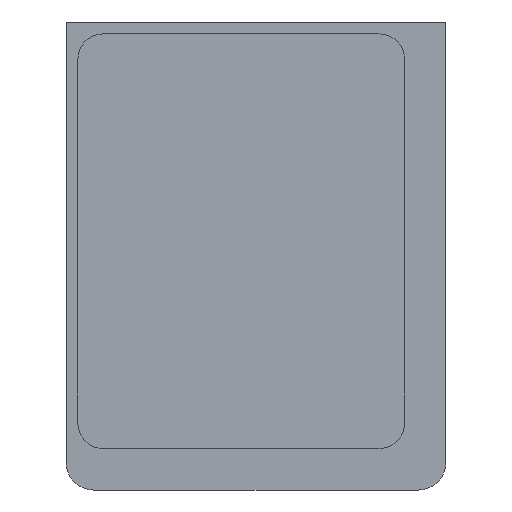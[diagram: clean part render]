
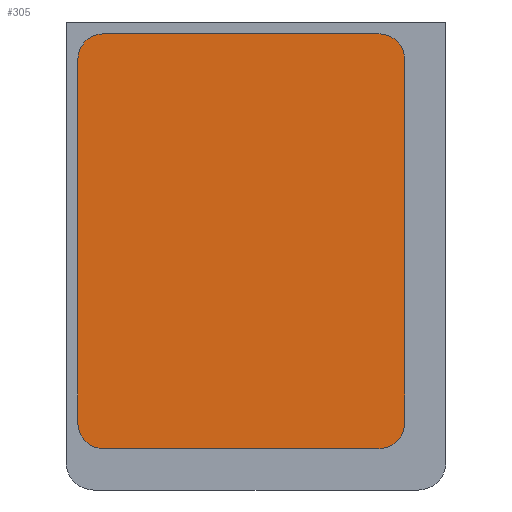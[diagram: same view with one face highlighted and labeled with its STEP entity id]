
A CAD part, front view. The second image highlights one B-rep face of the part: STEP entity #305.
In plain terms, the highlighted planar face has unit normal (0, -1, 0).
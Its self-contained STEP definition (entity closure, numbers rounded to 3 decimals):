
#22=PLANE('',#347);
#38=FACE_OUTER_BOUND('',#55,.T.);
#55=EDGE_LOOP('',(#250,#251,#252,#253,#254,#255,#256,#257));
#72=LINE('',#475,#102);
#76=LINE('',#487,#106);
#80=LINE('',#499,#110);
#84=LINE('',#511,#114);
#102=VECTOR('',#380,10.);
#106=VECTOR('',#392,10.);
#110=VECTOR('',#404,10.);
#114=VECTOR('',#416,10.);
#126=CIRCLE('',#334,6.5);
#128=CIRCLE('',#338,6.5);
#130=CIRCLE('',#342,6.5);
#132=CIRCLE('',#346,6.5);
#145=VERTEX_POINT('',#472);
#146=VERTEX_POINT('',#474);
#148=VERTEX_POINT('',#480);
#150=VERTEX_POINT('',#486);
#152=VERTEX_POINT('',#492);
#154=VERTEX_POINT('',#498);
#156=VERTEX_POINT('',#504);
#158=VERTEX_POINT('',#510);
#175=EDGE_CURVE('',#146,#145,#72,.T.);
#178=EDGE_CURVE('',#148,#146,#126,.T.);
#181=EDGE_CURVE('',#150,#148,#76,.T.);
#184=EDGE_CURVE('',#152,#150,#128,.T.);
#187=EDGE_CURVE('',#154,#152,#80,.T.);
#190=EDGE_CURVE('',#156,#154,#130,.T.);
#193=EDGE_CURVE('',#158,#156,#84,.T.);
#196=EDGE_CURVE('',#145,#158,#132,.T.);
#250=ORIENTED_EDGE('',*,*,#196,.T.);
#251=ORIENTED_EDGE('',*,*,#193,.T.);
#252=ORIENTED_EDGE('',*,*,#190,.T.);
#253=ORIENTED_EDGE('',*,*,#187,.T.);
#254=ORIENTED_EDGE('',*,*,#184,.T.);
#255=ORIENTED_EDGE('',*,*,#181,.T.);
#256=ORIENTED_EDGE('',*,*,#178,.T.);
#257=ORIENTED_EDGE('',*,*,#175,.T.);
#305=ADVANCED_FACE('',(#38),#22,.F.);
#334=AXIS2_PLACEMENT_3D('',#481,#386,#387);
#338=AXIS2_PLACEMENT_3D('',#493,#398,#399);
#342=AXIS2_PLACEMENT_3D('',#505,#410,#411);
#346=AXIS2_PLACEMENT_3D('',#515,#422,#423);
#347=AXIS2_PLACEMENT_3D('',#516,#424,#425);
#380=DIRECTION('',(0.,0.,1.));
#386=DIRECTION('center_axis',(0.,-1.,0.));
#387=DIRECTION('ref_axis',(1.,0.,0.));
#392=DIRECTION('',(1.,0.,0.));
#398=DIRECTION('center_axis',(0.,-1.,0.));
#399=DIRECTION('ref_axis',(0.,0.,-1.));
#404=DIRECTION('',(0.,0.,-1.));
#410=DIRECTION('center_axis',(0.,-1.,0.));
#411=DIRECTION('ref_axis',(-1.,0.,0.));
#416=DIRECTION('',(-1.,0.,0.));
#422=DIRECTION('center_axis',(0.,-1.,0.));
#423=DIRECTION('ref_axis',(0.,0.,1.));
#424=DIRECTION('center_axis',(0.,1.,0.));
#425=DIRECTION('ref_axis',(-1.,0.,0.));
#472=CARTESIAN_POINT('',(-10.5,-4.,-90.665));
#474=CARTESIAN_POINT('',(-10.5,-4.,-183.));
#475=CARTESIAN_POINT('',(-10.5,-4.,-183.));
#480=CARTESIAN_POINT('',(-17.,-4.,-189.5));
#481=CARTESIAN_POINT('Origin',(-17.,-4.,-183.));
#486=CARTESIAN_POINT('',(-86.947,-4.,-189.5));
#487=CARTESIAN_POINT('',(-86.947,-4.,-189.5));
#492=CARTESIAN_POINT('',(-93.447,-4.,-183.));
#493=CARTESIAN_POINT('Origin',(-86.947,-4.,-183.));
#498=CARTESIAN_POINT('',(-93.447,-4.,-90.665));
#499=CARTESIAN_POINT('',(-93.447,-4.,-90.665));
#504=CARTESIAN_POINT('',(-86.947,-4.,-84.165));
#505=CARTESIAN_POINT('Origin',(-86.947,-4.,-90.665));
#510=CARTESIAN_POINT('',(-17.,-4.,-84.165));
#511=CARTESIAN_POINT('',(-17.,-4.,-84.165));
#515=CARTESIAN_POINT('Origin',(-17.,-4.,-90.665));
#516=CARTESIAN_POINT('Origin',(-51.974,-4.,-136.832));
